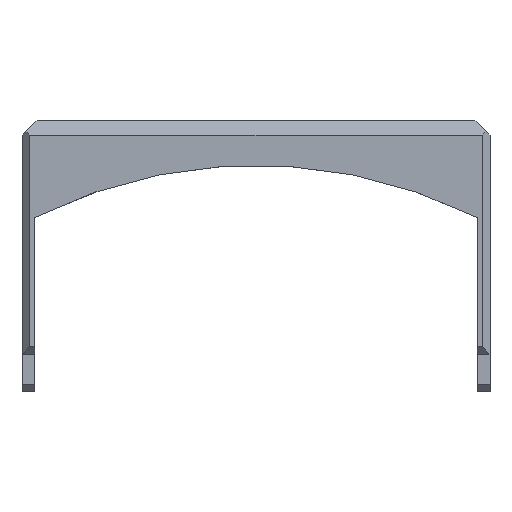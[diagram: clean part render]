
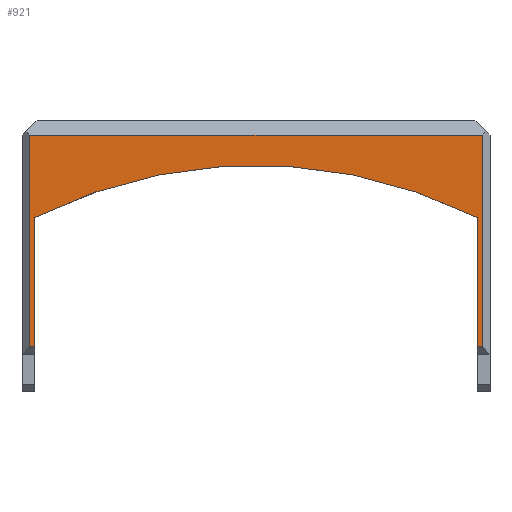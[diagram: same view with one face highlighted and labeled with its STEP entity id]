
A CAD part, left-side view. The second image highlights one B-rep face of the part: STEP entity #921.
In plain terms, the highlighted planar face has unit normal (-1, 0, 0).
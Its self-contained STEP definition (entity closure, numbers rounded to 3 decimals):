
#921=ADVANCED_FACE('',(#2924),#2926,.T.);
#2924=FACE_BOUND('',#2925,.T.);
#2925=EDGE_LOOP('',(#4622,#4623,#4624,#4625,#4626,#4627,#4628,#4629));
#2926=PLANE('',#2927);
#2927=AXIS2_PLACEMENT_3D('',#2928,#2929,#2930);
#2928=CARTESIAN_POINT('',(-27.,-61.6,-2.2));
#2929=DIRECTION('',(-1.,0.,0.));
#2930=DIRECTION('',(0.,-1.,0.));
#4622=ORIENTED_EDGE('',*,*,#5725,.T.);
#4623=ORIENTED_EDGE('',*,*,#5726,.F.);
#4624=ORIENTED_EDGE('',*,*,#5727,.F.);
#4625=ORIENTED_EDGE('',*,*,#5728,.T.);
#4626=ORIENTED_EDGE('',*,*,#5444,.T.);
#4627=ORIENTED_EDGE('',*,*,#5680,.T.);
#4628=ORIENTED_EDGE('',*,*,#5409,.F.);
#4629=ORIENTED_EDGE('',*,*,#5724,.T.);
#5409=EDGE_CURVE('',#6123,#6070,#6125,.T.);
#5444=EDGE_CURVE('',#6195,#6193,#6196,.T.);
#5680=EDGE_CURVE('',#6193,#6070,#6600,.T.);
#5724=EDGE_CURVE('',#6123,#6657,#6659,.T.);
#5725=EDGE_CURVE('',#6657,#6660,#6661,.T.);
#5726=EDGE_CURVE('',#6662,#6660,#6663,.T.);
#5727=EDGE_CURVE('',#6664,#6662,#6665,.T.);
#5728=EDGE_CURVE('',#6664,#6195,#6666,.T.);
#6070=VERTEX_POINT('',#7220);
#6123=VERTEX_POINT('',#7326);
#6125=LINE('',#7330,#7331);
#6193=VERTEX_POINT('',#7468);
#6195=VERTEX_POINT('',#7472);
#6196=LINE('',#7473,#7474);
#6600=CIRCLE('',#8358,65.658);
#6657=VERTEX_POINT('',#8509);
#6659=LINE('',#8513,#8514);
#6660=VERTEX_POINT('',#8516);
#6661=LINE('',#8517,#8518);
#6662=VERTEX_POINT('',#8520);
#6663=LINE('',#8521,#8522);
#6664=VERTEX_POINT('',#8524);
#6665=LINE('',#8525,#8526);
#6666=LINE('',#8528,#8529);
#7220=CARTESIAN_POINT('',(-27.,-61.6,16.));
#7326=CARTESIAN_POINT('',(-27.,-61.6,-1.2));
#7330=CARTESIAN_POINT('',(-27.,-61.6,-1.2));
#7331=VECTOR('',#7332,1.);
#7332=DIRECTION('',(0.,0.,1.));
#7468=CARTESIAN_POINT('',(-27.,-2.583,16.));
#7472=CARTESIAN_POINT('',(-27.,-2.583,-1.2));
#7473=CARTESIAN_POINT('',(-27.,-2.583,-1.2));
#7474=VECTOR('',#7475,1.);
#7475=DIRECTION('',(0.,0.,1.));
#8358=AXIS2_PLACEMENT_3D('',#8359,#8360,#8361);
#8359=CARTESIAN_POINT('',(-27.,-32.091,-42.654));
#8360=DIRECTION('',(1.,0.,0.));
#8361=DIRECTION('',(0.,0.449,0.893));
#8509=CARTESIAN_POINT('',(-27.,-62.3,-1.2));
#8513=CARTESIAN_POINT('',(-27.,-61.6,-1.2));
#8514=VECTOR('',#8515,1.);
#8515=DIRECTION('',(0.,-1.,0.));
#8516=CARTESIAN_POINT('',(-27.,-62.3,27.));
#8517=CARTESIAN_POINT('',(-27.,-62.3,-1.2));
#8518=VECTOR('',#8519,1.);
#8519=DIRECTION('',(0.,0.,1.));
#8520=CARTESIAN_POINT('',(-27.,-1.9,27.));
#8521=CARTESIAN_POINT('',(-27.,-1.9,27.));
#8522=VECTOR('',#8523,1.);
#8523=DIRECTION('',(0.,-1.,0.));
#8524=CARTESIAN_POINT('',(-27.,-1.9,-1.2));
#8525=CARTESIAN_POINT('',(-27.,-1.9,-1.2));
#8526=VECTOR('',#8527,1.);
#8527=DIRECTION('',(0.,0.,1.));
#8528=CARTESIAN_POINT('',(-27.,-1.9,-1.2));
#8529=VECTOR('',#8530,1.);
#8530=DIRECTION('',(0.,-1.,0.));
